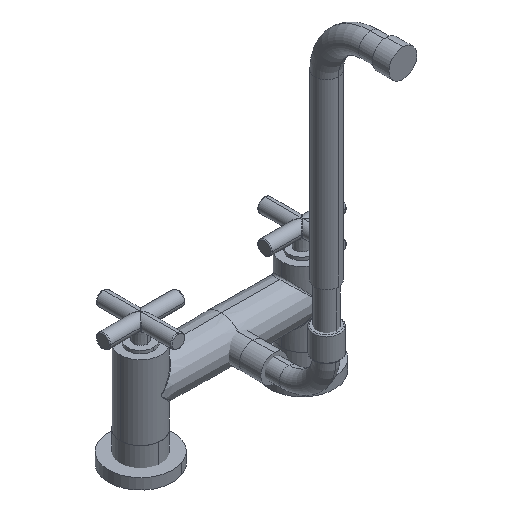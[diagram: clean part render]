
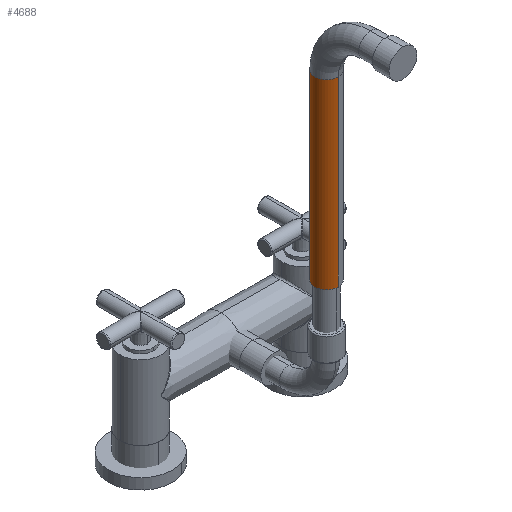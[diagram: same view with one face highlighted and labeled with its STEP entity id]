
A CAD part, isometric view. The second image highlights one B-rep face of the part: STEP entity #4688.
In plain terms, the highlighted cylindrical face has radius 11 mm (diameter 22 mm), a partial arc.
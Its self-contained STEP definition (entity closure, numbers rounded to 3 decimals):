
#112 = CARTESIAN_POINT ( 'NONE',  ( 0., -11., 169. ) ) ;
#424 = CARTESIAN_POINT ( 'NONE',  ( 0., 11., 0. ) ) ;
#570 = AXIS2_PLACEMENT_3D ( 'NONE', #1230, #2676, #6055 ) ;
#826 = CARTESIAN_POINT ( 'NONE',  ( 0., 0., 0. ) ) ;
#868 = CIRCLE ( 'NONE', #3680, 11. ) ;
#952 = VERTEX_POINT ( 'NONE', #3054 ) ;
#1023 = EDGE_LOOP ( 'NONE', ( #4800, #5922, #4070, #1024 ) ) ;
#1024 = ORIENTED_EDGE ( 'NONE', *, *, #5587, .T. ) ;
#1230 = CARTESIAN_POINT ( 'NONE',  ( 0., 0., 169. ) ) ;
#1308 = DIRECTION ( 'NONE',  ( 1., 0., 0. ) ) ;
#1357 = LINE ( 'NONE', #4244, #6183 ) ;
#1394 = VERTEX_POINT ( 'NONE', #4283 ) ;
#1456 = VECTOR ( 'NONE', #5006, 1000. ) ;
#1569 = CARTESIAN_POINT ( 'NONE',  ( 0., -11., 169. ) ) ;
#1626 = EDGE_CURVE ( 'NONE', #5275, #1394, #4033, .T. ) ;
#1833 = AXIS2_PLACEMENT_3D ( 'NONE', #2615, #5993, #3113 ) ;
#2014 = CIRCLE ( 'NONE', #1833, 11. ) ;
#2615 = CARTESIAN_POINT ( 'NONE',  ( 0., 0., 169. ) ) ;
#2667 = EDGE_CURVE ( 'NONE', #952, #5275, #2014, .T. ) ;
#2676 = DIRECTION ( 'NONE',  ( 0., 0., -1. ) ) ;
#3054 = CARTESIAN_POINT ( 'NONE',  ( 0., 11., 169. ) ) ;
#3113 = DIRECTION ( 'NONE',  ( 1., 0., 0. ) ) ;
#3680 = AXIS2_PLACEMENT_3D ( 'NONE', #826, #4205, #1308 ) ;
#3687 = EDGE_CURVE ( 'NONE', #952, #5053, #1357, .T. ) ;
#4033 = LINE ( 'NONE', #112, #1456 ) ;
#4070 = ORIENTED_EDGE ( 'NONE', *, *, #3687, .T. ) ;
#4205 = DIRECTION ( 'NONE',  ( 0., 0., 1. ) ) ;
#4244 = CARTESIAN_POINT ( 'NONE',  ( 0., 11., 169. ) ) ;
#4283 = CARTESIAN_POINT ( 'NONE',  ( 0., -11., 0. ) ) ;
#4688 = ADVANCED_FACE ( 'NONE', ( #6144 ), #5918, .T. ) ;
#4800 = ORIENTED_EDGE ( 'NONE', *, *, #1626, .F. ) ;
#5006 = DIRECTION ( 'NONE',  ( 0., 0., -1. ) ) ;
#5053 = VERTEX_POINT ( 'NONE', #424 ) ;
#5208 = DIRECTION ( 'NONE',  ( 0., 0., -1. ) ) ;
#5275 = VERTEX_POINT ( 'NONE', #1569 ) ;
#5587 = EDGE_CURVE ( 'NONE', #5053, #1394, #868, .T. ) ;
#5918 = CYLINDRICAL_SURFACE ( 'NONE', #570, 11. ) ;
#5922 = ORIENTED_EDGE ( 'NONE', *, *, #2667, .F. ) ;
#5993 = DIRECTION ( 'NONE',  ( 0., 0., 1. ) ) ;
#6055 = DIRECTION ( 'NONE',  ( 0., 1., 0. ) ) ;
#6144 = FACE_OUTER_BOUND ( 'NONE', #1023, .T. ) ;
#6183 = VECTOR ( 'NONE', #5208, 1000. ) ;
